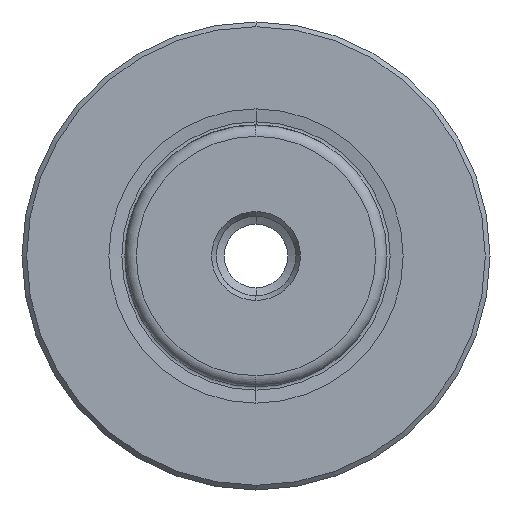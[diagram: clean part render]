
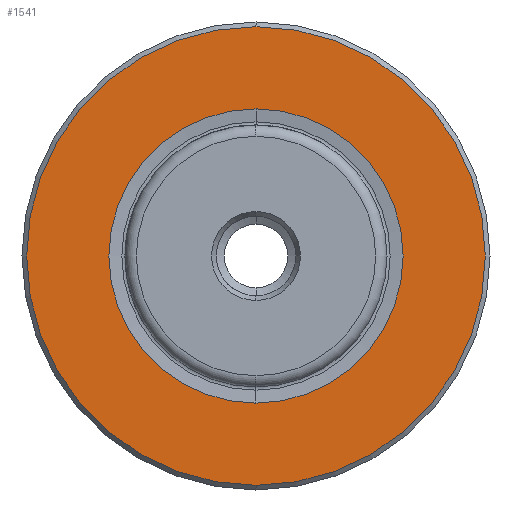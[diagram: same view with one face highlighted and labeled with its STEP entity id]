
A CAD part, left-side view. The second image highlights one B-rep face of the part: STEP entity #1541.
In plain terms, the highlighted planar face has unit normal (-1, 0, 0).
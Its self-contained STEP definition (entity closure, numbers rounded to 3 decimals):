
#24 = DIRECTION ( 'NONE',  ( 0., 0., 1. ) ) ;
#27 = DIRECTION ( 'NONE',  ( -1., 0., 0. ) ) ;
#28 = CARTESIAN_POINT ( 'NONE',  ( 0., 0., 0. ) ) ;
#121 = CIRCLE ( 'NONE', #1235, 15.715 ) ;
#122 = CIRCLE ( 'NONE', #1230, 24.5 ) ;
#230 = CARTESIAN_POINT ( 'NONE',  ( 0., 15.715, 0. ) ) ;
#233 = CARTESIAN_POINT ( 'NONE',  ( 0., 0., 0. ) ) ;
#243 = PLANE ( 'NONE',  #1910 ) ;
#263 = EDGE_LOOP ( 'NONE', ( #576, #529 ) ) ;
#300 = ORIENTED_EDGE ( 'NONE', *, *, #3672, .T. ) ;
#370 = DIRECTION ( 'NONE',  ( 1., 0., 0. ) ) ;
#397 = CARTESIAN_POINT ( 'NONE',  ( 0., 0., -15.715 ) ) ;
#449 = ORIENTED_EDGE ( 'NONE', *, *, #2870, .T. ) ;
#450 = DIRECTION ( 'NONE',  ( 0., 0., -1. ) ) ;
#529 = ORIENTED_EDGE ( 'NONE', *, *, #3666, .F. ) ;
#576 = ORIENTED_EDGE ( 'NONE', *, *, #3791, .F. ) ;
#623 = CARTESIAN_POINT ( 'NONE',  ( 0., 0., 24.5 ) ) ;
#666 = EDGE_LOOP ( 'NONE', ( #449, #300 ) ) ;
#769 = DIRECTION ( 'NONE',  ( 0., 0., 1. ) ) ;
#988 = VERTEX_POINT ( 'NONE', #3360 ) ;
#1013 = DIRECTION ( 'NONE',  ( 0., 0., 1. ) ) ;
#1025 = DIRECTION ( 'NONE',  ( -1., 0., 0. ) ) ;
#1059 = CARTESIAN_POINT ( 'NONE',  ( 0., 0., 0. ) ) ;
#1104 = AXIS2_PLACEMENT_3D ( 'NONE', #1059, #1025, #1013 ) ;
#1230 = AXIS2_PLACEMENT_3D ( 'NONE', #233, #3402, #3816 ) ;
#1235 = AXIS2_PLACEMENT_3D ( 'NONE', #28, #27, #24 ) ;
#1343 = DIRECTION ( 'NONE',  ( -1., 0., 0. ) ) ;
#1541 = ADVANCED_FACE ( 'NONE', ( #2507, #1954 ), #243, .F. ) ;
#1621 = AXIS2_PLACEMENT_3D ( 'NONE', #3794, #1343, #769 ) ;
#1743 = VERTEX_POINT ( 'NONE', #623 ) ;
#1910 = AXIS2_PLACEMENT_3D ( 'NONE', #230, #370, #450 ) ;
#1954 = FACE_OUTER_BOUND ( 'NONE', #666, .T. ) ;
#2153 = CIRCLE ( 'NONE', #1104, 15.715 ) ;
#2299 = CIRCLE ( 'NONE', #1621, 24.5 ) ;
#2507 = FACE_BOUND ( 'NONE', #263, .T. ) ;
#2800 = CARTESIAN_POINT ( 'NONE',  ( 0., 0., 15.715 ) ) ;
#2870 = EDGE_CURVE ( 'NONE', #988, #1743, #2299, .T. ) ;
#2982 = VERTEX_POINT ( 'NONE', #2800 ) ;
#3360 = CARTESIAN_POINT ( 'NONE',  ( 0., 0., -24.5 ) ) ;
#3402 = DIRECTION ( 'NONE',  ( -1., 0., 0. ) ) ;
#3567 = VERTEX_POINT ( 'NONE', #397 ) ;
#3666 = EDGE_CURVE ( 'NONE', #3567, #2982, #121, .T. ) ;
#3672 = EDGE_CURVE ( 'NONE', #1743, #988, #122, .T. ) ;
#3791 = EDGE_CURVE ( 'NONE', #2982, #3567, #2153, .T. ) ;
#3794 = CARTESIAN_POINT ( 'NONE',  ( 0., 0., 0. ) ) ;
#3816 = DIRECTION ( 'NONE',  ( 0., 0., 1. ) ) ;
